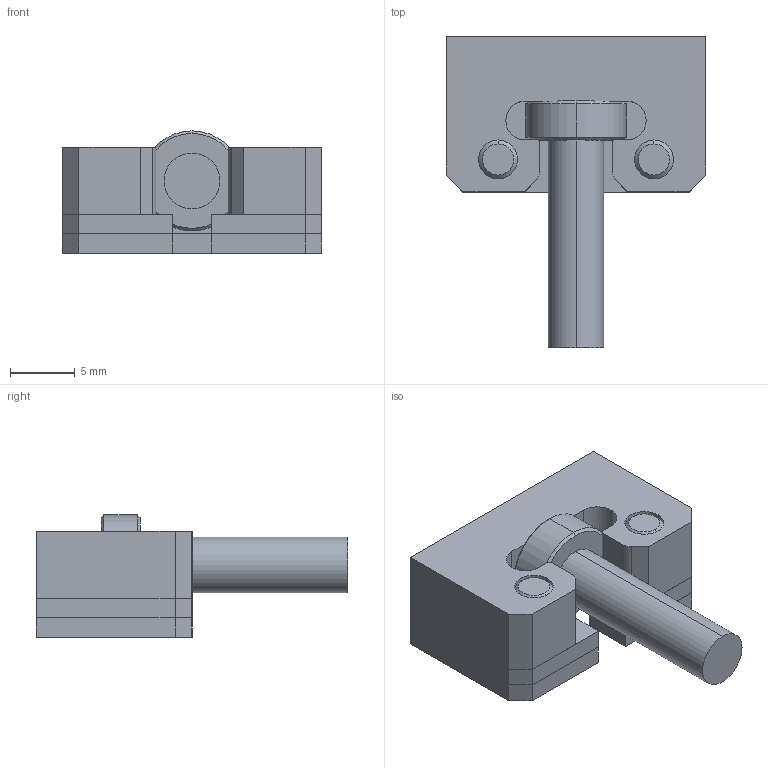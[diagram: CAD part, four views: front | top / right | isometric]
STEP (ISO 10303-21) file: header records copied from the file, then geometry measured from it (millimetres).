
FILE_DESCRIPTION (( 'STEP AP203' ), '1' );
FILE_NAME ('d4e9.STEP', '2023-01-11T09:51:18', ( '' ), ( '' ), 'SwSTEP 2.0', 'SolidWorks 2019', '' );
FILE_SCHEMA (( 'CONFIG_CONTROL_DESIGN' ));
Length unit declared in the file: millimetre
Products named in the file (5): Bolt 9a154dc44fbf0bc4754c8fe6863c97cd; Lamellar_Gas_Vent_ISGL20C 9a154dc44fbf0bc4754c8fe6863c97cd; Pin_20 9a154dc44fbf0bc4754c8fe6863c97cd; d4e9; Lamela 9a154dc44fbf0bc4754c8fe6863c97cd
Assembly tree (6 placements, depth 2):
  d4e9
    Lamellar_Gas_Vent_ISGL20C 9a154dc44fbf0bc4754c8fe6863c97cd
    Bolt 9a154dc44fbf0bc4754c8fe6863c97cd
    Lamela 9a154dc44fbf0bc4754c8fe6863c97cd  x2
    Pin_20 9a154dc44fbf0bc4754c8fe6863c97cd  x2
Bounding box: 20 x 24 x 9.41 mm (x, y, z)
Volume: 1941.4 mm3; surface area: 2492.2 mm2
Topology: 6 solids, 6 shells, 102 faces, 255 edges, 166 vertices
Faces by surface type: plane 55, cylinder 35, cone 12
Entity records: 2696 total; most frequent: DIRECTION 391, CARTESIAN_POINT 368, ORIENTED_EDGE 350, EDGE_CURVE 175, AXIS2_PLACEMENT_3D 137, LINE 117, VECTOR 117, VERTEX_POINT 114
